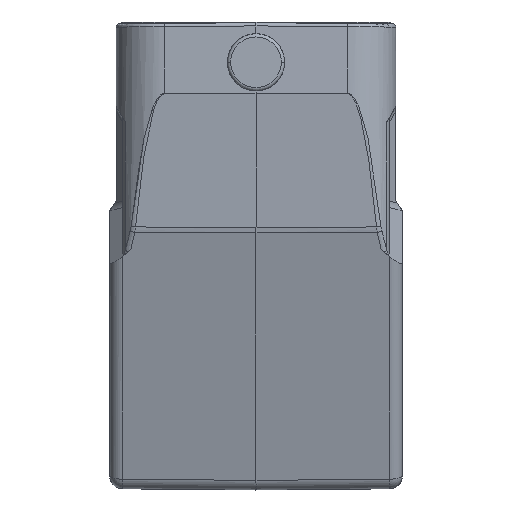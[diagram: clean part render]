
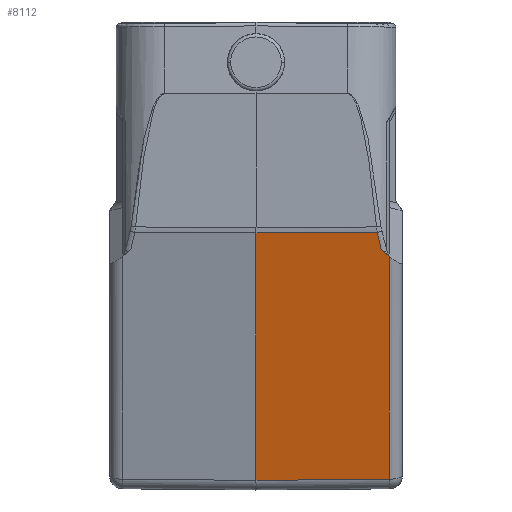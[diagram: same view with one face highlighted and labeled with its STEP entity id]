
A CAD part, left-side view. The second image highlights one B-rep face of the part: STEP entity #8112.
In plain terms, the highlighted planar face has unit normal (-0.966, -0.009, -0.259).
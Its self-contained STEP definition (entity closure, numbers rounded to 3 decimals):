
#188=CARTESIAN_POINT('',(-33.383,-20.517,
-36.083));
#204=DIRECTION('',(-0.259,0.,0.966));
#205=VECTOR('',#204,35.464);
#206=CARTESIAN_POINT('',(-24.205,-20.517,
-70.339));
#207=LINE('',#206,#205);
#236=CARTESIAN_POINT('',(-34.389,-18.655,
-32.394));
#237=CARTESIAN_POINT('',(-34.15,-18.889,
-33.278));
#238=CARTESIAN_POINT('',(-33.909,-19.089,
-34.171));
#239=CARTESIAN_POINT('',(-33.666,-19.266,
-35.069));
#241=DIRECTION('',(0.173,-0.765,-0.62));
#242=VECTOR('',#241,1.636);
#243=CARTESIAN_POINT('',(-33.666,-19.266,
-35.069));
#244=LINE('',#243,#242);
#245=DIRECTION('',(-0.007,1.,-0.009));
#246=VECTOR('',#245,20.519);
#247=CARTESIAN_POINT('',(-24.205,-20.517,
-70.339));
#248=LINE('',#247,#246);
#480=DIRECTION('',(-0.009,1.,-0.002));
#481=VECTOR('',#480,18.656);
#482=CARTESIAN_POINT('',(-34.389,-18.655,
-32.394));
#483=LINE('',#482,#481);
#631=DIRECTION('',(0.259,0.,-0.966));
#632=VECTOR('',#631,39.439);
#633=CARTESIAN_POINT('',(-34.55,0.,
-32.423));
#634=LINE('',#633,#632);
#6925=VERTEX_POINT('',#188);
#6926=CARTESIAN_POINT('',(-24.205,-20.517,
-70.339));
#6927=VERTEX_POINT('',#6926);
#6928=CARTESIAN_POINT('',(-33.666,-19.266,
-35.069));
#6929=VERTEX_POINT('',#6928);
#6935=VERTEX_POINT('',#236);
#6936=CARTESIAN_POINT('',(-24.342,0.,
-70.518));
#6937=VERTEX_POINT('',#6936);
#6938=CARTESIAN_POINT('',(-34.55,0.,
-32.423));
#6939=VERTEX_POINT('',#6938);
#8095=CARTESIAN_POINT('',(-23.945,0.,-72.));
#8096=DIRECTION('',(-0.966,-0.009,-0.259));
#8097=DIRECTION('',(-0.259,0.,0.966));
#8098=AXIS2_PLACEMENT_3D('',#8095,#8096,#8097);
#8099=PLANE('',#8098);
#8101=ORIENTED_EDGE('',*,*,#8100,.T.);
#8102=ORIENTED_EDGE('',*,*,#8078,.T.);
#8103=ORIENTED_EDGE('',*,*,#8068,.F.);
#8105=ORIENTED_EDGE('',*,*,#8104,.T.);
#8107=ORIENTED_EDGE('',*,*,#8106,.F.);
#8109=ORIENTED_EDGE('',*,*,#8108,.F.);
#8110=EDGE_LOOP('',(#8101,#8102,#8103,#8105,#8107,#8109));
#8111=FACE_OUTER_BOUND('',#8110,.F.);
#240=B_SPLINE_CURVE_WITH_KNOTS('',3,(#236,#237,#238,#239),.UNSPECIFIED.,.F.,.F.,
(4,4),(0.,1.),.UNSPECIFIED.);
#8068=EDGE_CURVE('',#6927,#6925,#207,.T.);
#8078=EDGE_CURVE('',#6929,#6925,#244,.T.);
#8100=EDGE_CURVE('',#6935,#6929,#240,.T.);
#8104=EDGE_CURVE('',#6927,#6937,#248,.T.);
#8106=EDGE_CURVE('',#6939,#6937,#634,.T.);
#8108=EDGE_CURVE('',#6935,#6939,#483,.T.);
#8112=ADVANCED_FACE('',(#8111),#8099,.T.);
